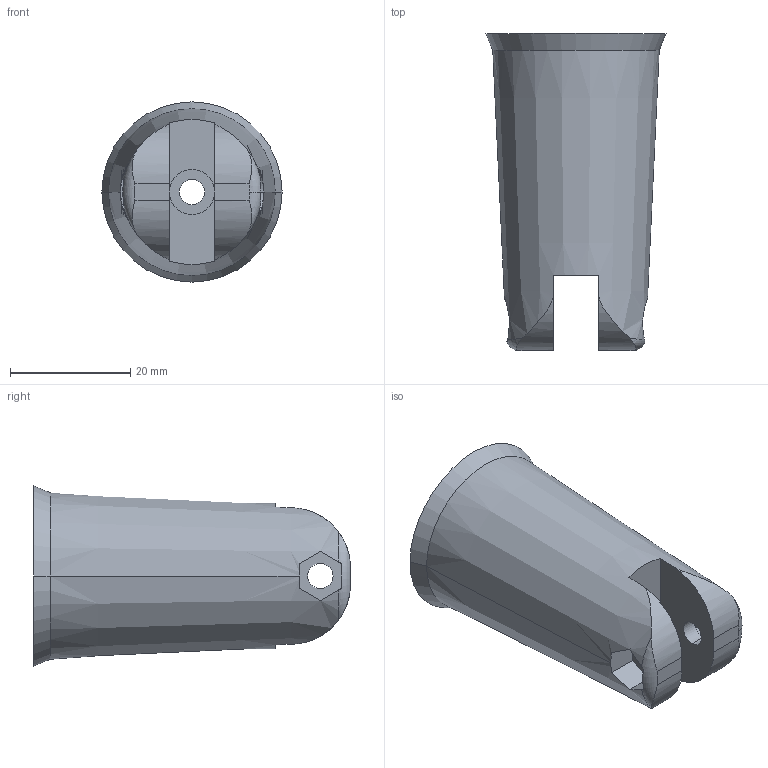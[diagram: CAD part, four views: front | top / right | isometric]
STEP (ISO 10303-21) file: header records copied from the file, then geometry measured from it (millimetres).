
FILE_DESCRIPTION (( 'STEP AP203' ), '1' );
FILE_NAME ('1_3_ArmFore_B.STEP', '2014-08-31T10:18:26', ( '' ), ( '' ), 'SwSTEP 2.0', 'SolidWorks 2013', '' );
FILE_SCHEMA (( 'CONFIG_CONTROL_DESIGN' ));
Length unit declared in the file: millimetre
Products named in the file (1): 1_3_ArmFore_B
Bounding box: 30 x 52.76 x 30 mm (x, y, z)
Volume: 22578 mm3; surface area: 6686.9 mm2
Topology: 1 solids, 1 shells, 37 faces, 103 edges, 68 vertices
Faces by surface type: plane 16, cylinder 14, cone 4, torus 3
Entity records: 1481 total; most frequent: CARTESIAN_POINT 455, ORIENTED_EDGE 206, DIRECTION 194, EDGE_CURVE 103, AXIS2_PLACEMENT_3D 79, VERTEX_POINT 68, EDGE_LOOP 43, CIRCLE 41
